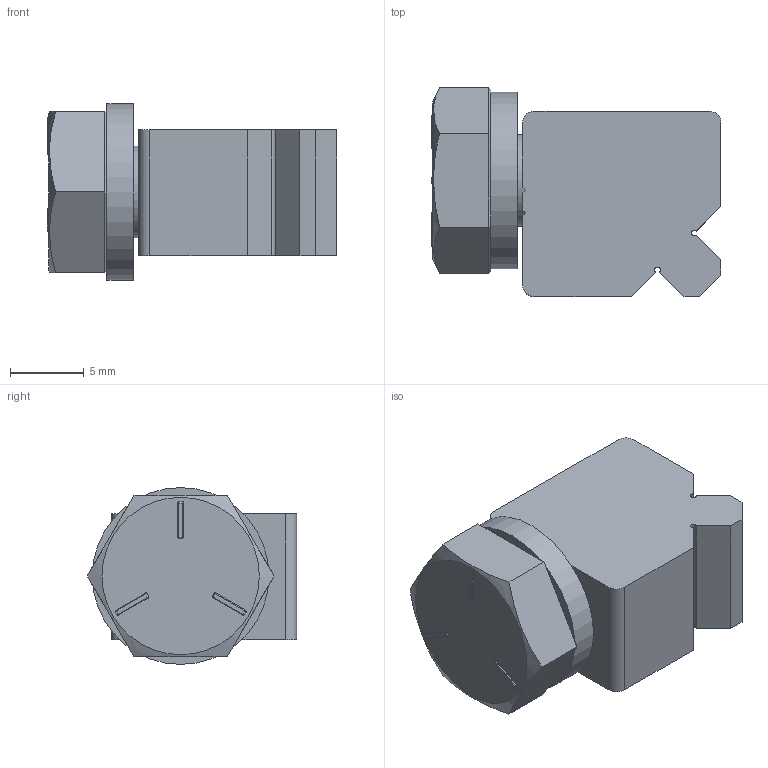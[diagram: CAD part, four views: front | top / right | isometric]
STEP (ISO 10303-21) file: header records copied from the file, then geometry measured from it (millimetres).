
FILE_DESCRIPTION(('FreeCAD Model'),'2;1');
FILE_NAME('Open CASCADE Shape Model','2022-09-27T15:38:03',('Author'),( ''),'Open CASCADE STEP processor 7.5','FreeCAD','Unknown');
FILE_SCHEMA(('AUTOMOTIVE_DESIGN { 1 0 10303 214 1 1 1 1 }'));
Length unit declared in the file: millimetre
Products named in the file (4): Unnamed1; B6A-PCB-45; 25F37HCS5T; M6-Washer001
Assembly tree (3 placements, depth 2):
  Unnamed1
    B6A-PCB-45
    25F37HCS5T
    M6-Washer001
Bounding box: 19.69 x 14.21 x 12 mm (x, y, z)
Volume: 1858.4 mm3; surface area: 1793.3 mm2
Topology: 3 solids, 3 shells, 119 faces, 284 edges, 176 vertices
Faces by surface type: plane 57, cylinder 37, torus 12, cone 9, bspline 4
Full cylindrical faces by diameter (mm): 5.359 x1, 5.842 x1, 6.223 x1, 6.4 x1, 9.906 x1, 12 x1
Entity records: 3909 total; most frequent: CARTESIAN_POINT 1093, DIRECTION 567, ORIENTED_EDGE 566, EDGE_CURVE 283, AXIS2_PLACEMENT_3D 211, VERTEX_POINT 176, LINE 145, VECTOR 145
